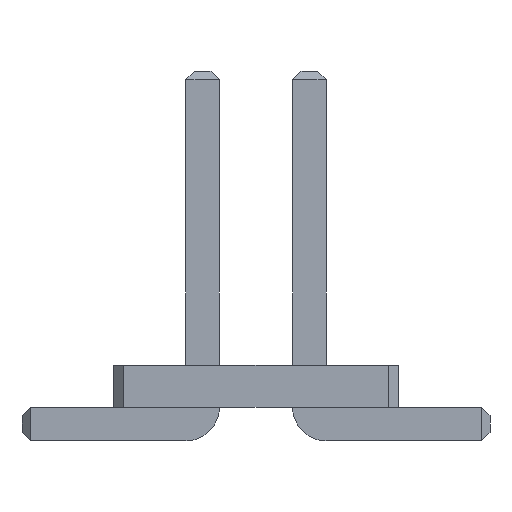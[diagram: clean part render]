
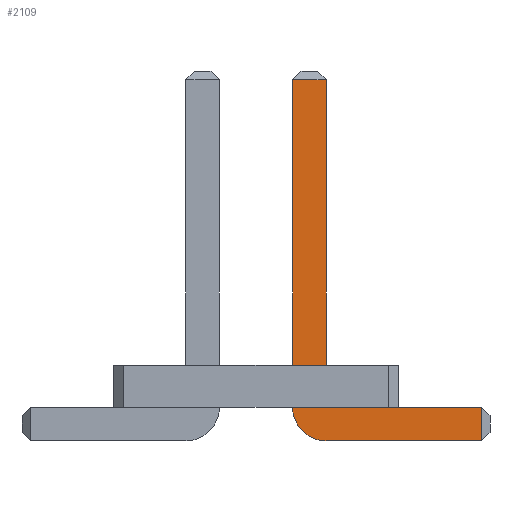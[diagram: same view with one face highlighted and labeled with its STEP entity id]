
A CAD part, front view. The second image highlights one B-rep face of the part: STEP entity #2109.
In plain terms, the highlighted planar face has unit normal (0, -1, 0).
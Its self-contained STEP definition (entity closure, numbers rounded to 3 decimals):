
#13=DIRECTION('',(0.,0.,1.));
#67=DIRECTION('',(1.,0.,0.));
#896=VECTOR('',#67,1.);
#907=DIRECTION('',(0.,1.,0.));
#949=DIRECTION('',(-1.,0.,0.));
#1775=VECTOR('',#949,1.);
#1920=DIRECTION('',(-0.,1.,0.));
#1921=DIRECTION('',(0.,0.,-1.));
#1928=VECTOR('',#1929,1.);
#1929=DIRECTION('',(0.,0.,1.));
#1940=VECTOR('',#1921,1.);
#1958=VERTEX_POINT('',#1959);
#1959=CARTESIAN_POINT('',(2.685,-9.09,0.));
#1962=ORIENTED_EDGE('',*,*,#1963,.T.);
#1963=EDGE_CURVE('',#1958,#1964,#1966,.T.);
#1964=VERTEX_POINT('',#1965);
#1965=CARTESIAN_POINT('',(0.835,-9.09,0.));
#1966=LINE('',#1967,#1775);
#1967=CARTESIAN_POINT('',(2.785,-9.09,0.));
#2004=VERTEX_POINT('',#2005);
#2005=CARTESIAN_POINT('',(0.435,-9.09,0.4));
#2008=EDGE_CURVE('',#1964,#2004,#2009,.T.);
#2009=CIRCLE('',#2010,0.4);
#2010=AXIS2_PLACEMENT_3D('',#2011,#1920,#1921);
#2011=CARTESIAN_POINT('',(0.835,-9.09,0.4));
#2020=VERTEX_POINT('',#2011);
#2022=ORIENTED_EDGE('',*,*,#2023,.T.);
#2023=EDGE_CURVE('',#2020,#2024,#2026,.T.);
#2024=VERTEX_POINT('',#2025);
#2025=CARTESIAN_POINT('',(2.685,-9.09,0.4));
#2026=LINE('',#2011,#896);
#2036=ORIENTED_EDGE('',*,*,#2037,.T.);
#2037=EDGE_CURVE('',#2004,#2038,#2040,.T.);
#2038=VERTEX_POINT('',#2039);
#2039=CARTESIAN_POINT('',(0.435,-9.09,4.3));
#2040=LINE('',#2041,#1928);
#2041=CARTESIAN_POINT('',(0.435,-9.09,0.));
#2054=VERTEX_POINT('',#2055);
#2055=CARTESIAN_POINT('',(0.835,-9.09,4.3));
#2057=ORIENTED_EDGE('',*,*,#2058,.T.);
#2058=EDGE_CURVE('',#2054,#2020,#2059,.T.);
#2059=LINE('',#2060,#1940);
#2060=CARTESIAN_POINT('',(0.835,-9.09,4.4));
#2109=ADVANCED_FACE('',(#2110),#2119,.F.);
#2110=FACE_BOUND('',#2111,.F.);
#2111=EDGE_LOOP('',(#1962,#2112,#2036,#2113,#2057,#2022,#2116));
#2112=ORIENTED_EDGE('',*,*,#2008,.T.);
#2113=ORIENTED_EDGE('',*,*,#2114,.T.);
#2114=EDGE_CURVE('',#2038,#2054,#2115,.T.);
#2115=LINE('',#2039,#896);
#2116=ORIENTED_EDGE('',*,*,#2117,.T.);
#2117=EDGE_CURVE('',#2024,#1958,#2118,.T.);
#2118=LINE('',#2025,#1940);
#2119=PLANE('',#2120);
#2120=AXIS2_PLACEMENT_3D('',#2121,#907,#13);
#2121=CARTESIAN_POINT('',(1.032,-9.09,1.622));
